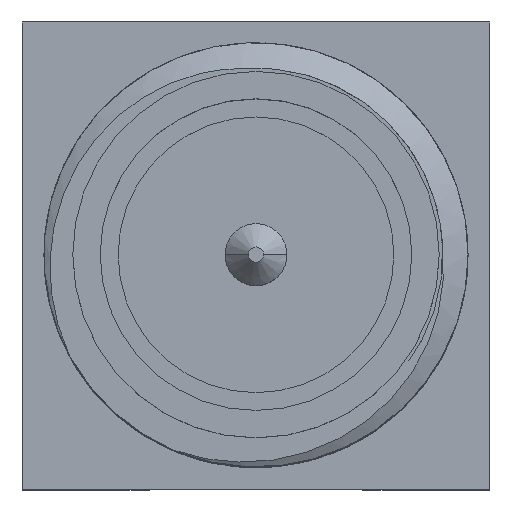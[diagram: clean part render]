
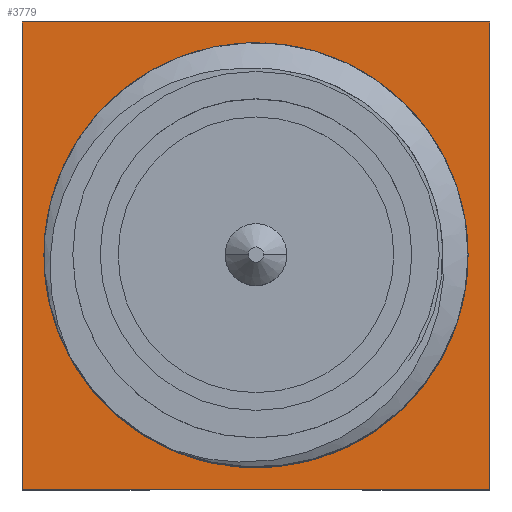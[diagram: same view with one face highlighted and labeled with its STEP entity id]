
A CAD part, top view. The second image highlights one B-rep face of the part: STEP entity #3779.
In plain terms, the highlighted planar face has unit normal (0, 0, 1).
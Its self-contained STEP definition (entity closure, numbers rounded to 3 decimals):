
#25=CARTESIAN_POINT('',(0.,0.,3.81));
#26=DIRECTION('',(0.,0.,-1.));
#27=DIRECTION('',(0.,1.,0.));
#28=AXIS2_PLACEMENT_3D('',#25,#26,#27);
#33=CARTESIAN_POINT('',(0.,0.,3.81));
#34=DIRECTION('',(0.,0.,-1.));
#35=DIRECTION('',(0.,-1.,0.));
#36=AXIS2_PLACEMENT_3D('',#33,#34,#35);
#41=DIRECTION('',(0.,-1.,0.));
#42=VECTOR('',#41,7.);
#43=CARTESIAN_POINT('',(-3.5,3.5,3.81));
#44=LINE('',#43,#42);
#48=DIRECTION('',(-1.,0.,0.));
#49=VECTOR('',#48,7.);
#50=CARTESIAN_POINT('',(3.5,3.5,3.81));
#51=LINE('',#50,#49);
#55=DIRECTION('',(0.,1.,0.));
#56=VECTOR('',#55,7.);
#57=CARTESIAN_POINT('',(3.5,-3.5,3.81));
#58=LINE('',#57,#56);
#62=DIRECTION('',(1.,0.,0.));
#63=VECTOR('',#62,7.);
#64=CARTESIAN_POINT('',(-3.5,-3.5,3.81));
#65=LINE('',#64,#63);
#3613=CARTESIAN_POINT('',(0.,2.743,3.81));
#3614=CARTESIAN_POINT('',(0.,-2.743,3.81));
#3615=VERTEX_POINT('',#3613);
#3616=VERTEX_POINT('',#3614);
#3669=CARTESIAN_POINT('',(-3.5,3.5,3.81));
#3670=CARTESIAN_POINT('',(-3.5,-3.5,3.81));
#3671=VERTEX_POINT('',#3669);
#3672=VERTEX_POINT('',#3670);
#3673=CARTESIAN_POINT('',(3.5,-3.5,3.81));
#3674=VERTEX_POINT('',#3673);
#3675=CARTESIAN_POINT('',(3.5,3.5,3.81));
#3676=VERTEX_POINT('',#3675);
#3759=CARTESIAN_POINT('',(0.,0.,3.81));
#3760=DIRECTION('',(0.,0.,1.));
#3761=DIRECTION('',(1.,0.,0.));
#3762=AXIS2_PLACEMENT_3D('',#3759,#3760,#3761);
#3763=PLANE('',#3762);
#3765=ORIENTED_EDGE('',*,*,#3764,.F.);
#3767=ORIENTED_EDGE('',*,*,#3766,.F.);
#3769=ORIENTED_EDGE('',*,*,#3768,.F.);
#3771=ORIENTED_EDGE('',*,*,#3770,.F.);
#3772=EDGE_LOOP('',(#3765,#3767,#3769,#3771));
#3773=FACE_OUTER_BOUND('',#3772,.F.);
#3775=ORIENTED_EDGE('',*,*,#3774,.F.);
#3776=ORIENTED_EDGE('',*,*,#3748,.F.);
#3777=EDGE_LOOP('',(#3775,#3776));
#3778=FACE_BOUND('',#3777,.F.);
#29=CIRCLE('',#28,2.743);
#37=CIRCLE('',#36,2.743);
#3748=EDGE_CURVE('',#3616,#3615,#37,.T.);
#3764=EDGE_CURVE('',#3671,#3672,#44,.T.);
#3766=EDGE_CURVE('',#3676,#3671,#51,.T.);
#3768=EDGE_CURVE('',#3674,#3676,#58,.T.);
#3770=EDGE_CURVE('',#3672,#3674,#65,.T.);
#3774=EDGE_CURVE('',#3615,#3616,#29,.T.);
#3779=ADVANCED_FACE('',(#3773,#3778),#3763,.T.);
